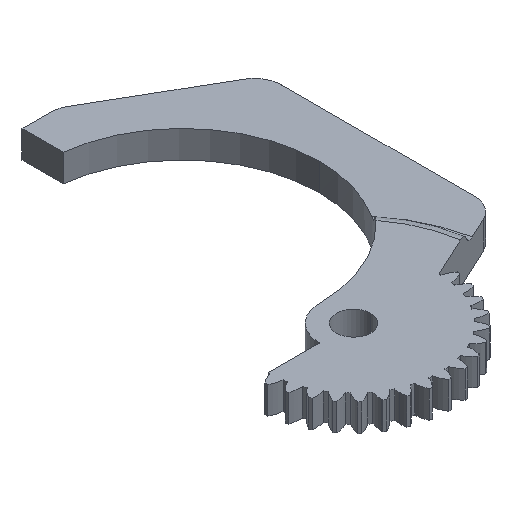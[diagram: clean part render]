
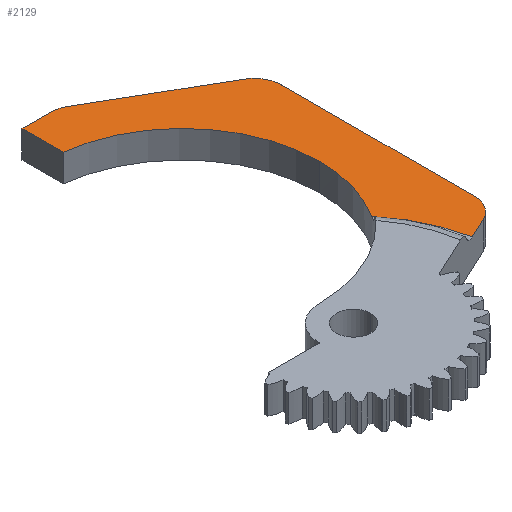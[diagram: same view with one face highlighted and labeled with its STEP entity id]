
A CAD part, isometric view. The second image highlights one B-rep face of the part: STEP entity #2129.
In plain terms, the highlighted planar face has unit normal (0, 0, 1).
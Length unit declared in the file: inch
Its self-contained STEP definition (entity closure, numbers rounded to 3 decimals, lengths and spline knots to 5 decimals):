
#6 = DIRECTION ( 'NONE',  ( 1., 0., 0. ) ) ;
#8 = DIRECTION ( 'NONE',  ( 0., 0., -1. ) ) ;
#14 = CARTESIAN_POINT ( 'NONE',  ( 0., 0., 0.3 ) ) ;
#17 = DIRECTION ( 'NONE',  ( 1., 0., 0. ) ) ;
#29 = ORIENTED_EDGE ( 'NONE', *, *, #227, .T. ) ;
#78 = VERTEX_POINT ( 'NONE', #2438 ) ;
#100 = CARTESIAN_POINT ( 'NONE',  ( 0., 1.25, 0.3 ) ) ;
#109 = DIRECTION ( 'NONE',  ( 1., 0., 0. ) ) ;
#114 = ORIENTED_EDGE ( 'NONE', *, *, #2560, .T. ) ;
#227 = EDGE_CURVE ( 'NONE', #2788, #1466, #2217, .T. ) ;
#237 = LINE ( 'NONE', #998, #2789 ) ;
#294 = ORIENTED_EDGE ( 'NONE', *, *, #2809, .T. ) ;
#353 = VERTEX_POINT ( 'NONE', #2522 ) ;
#584 = ORIENTED_EDGE ( 'NONE', *, *, #3225, .T. ) ;
#634 = DIRECTION ( 'NONE',  ( 1., 0., 0. ) ) ;
#638 = DIRECTION ( 'NONE',  ( 0., 0., 1. ) ) ;
#644 = CARTESIAN_POINT ( 'NONE',  ( 1.1446, 0.46297, 0.3 ) ) ;
#663 = ORIENTED_EDGE ( 'NONE', *, *, #1140, .T. ) ;
#823 = CIRCLE ( 'NONE', #2141, 0.2 ) ;
#824 = LINE ( 'NONE', #1445, #2193 ) ;
#872 = VERTEX_POINT ( 'NONE', #2728 ) ;
#913 = LINE ( 'NONE', #2771, #2838 ) ;
#959 = DIRECTION ( 'NONE',  ( 0., -1., 0. ) ) ;
#998 = CARTESIAN_POINT ( 'NONE',  ( 0.12, 2.54277, 0.3 ) ) ;
#1002 = VECTOR ( 'NONE', #1715, 39.37008 ) ;
#1010 = CARTESIAN_POINT ( 'NONE',  ( 1.0794, 0.21189, 0.3 ) ) ;
#1107 = VERTEX_POINT ( 'NONE', #3274 ) ;
#1140 = EDGE_CURVE ( 'NONE', #353, #1585, #3215, .T. ) ;
#1155 = VERTEX_POINT ( 'NONE', #2113 ) ;
#1268 = CARTESIAN_POINT ( 'NONE',  ( 1.3446, 1.87009, 0.3 ) ) ;
#1308 = EDGE_CURVE ( 'NONE', #1981, #1107, #2120, .T. ) ;
#1363 = ORIENTED_EDGE ( 'NONE', *, *, #1546, .T. ) ;
#1441 = FACE_OUTER_BOUND ( 'NONE', #1705, .T. ) ;
#1442 = ORIENTED_EDGE ( 'NONE', *, *, #3137, .T. ) ;
#1445 = CARTESIAN_POINT ( 'NONE',  ( 1.3446, 1.98556, 0.3 ) ) ;
#1456 = DIRECTION ( 'NONE',  ( -0.866, 0.5, 0. ) ) ;
#1466 = VERTEX_POINT ( 'NONE', #3156 ) ;
#1490 = DIRECTION ( 'NONE',  ( 1., 0., 0. ) ) ;
#1504 = VERTEX_POINT ( 'NONE', #3262 ) ;
#1525 = DIRECTION ( 'NONE',  ( -1., 0., 0. ) ) ;
#1543 = AXIS2_PLACEMENT_3D ( 'NONE', #100, #1821, #109 ) ;
#1546 = EDGE_CURVE ( 'NONE', #1155, #872, #2865, .T. ) ;
#1585 = VERTEX_POINT ( 'NONE', #1268 ) ;
#1607 = AXIS2_PLACEMENT_3D ( 'NONE', #3000, #3170, #17 ) ;
#1687 = ORIENTED_EDGE ( 'NONE', *, *, #2574, .T. ) ;
#1705 = EDGE_LOOP ( 'NONE', ( #1687, #2131, #584, #294, #1363, #114, #1442, #29, #2682, #663, #2539 ) ) ;
#1715 = DIRECTION ( 'NONE',  ( 0.906, 0.423, 0. ) ) ;
#1766 = CARTESIAN_POINT ( 'NONE',  ( 0.98575, 0.16822, 0.3 ) ) ;
#1776 = CARTESIAN_POINT ( 'NONE',  ( 0., 1.25, 0.3 ) ) ;
#1821 = DIRECTION ( 'NONE',  ( 0., 0., -1. ) ) ;
#1852 = DIRECTION ( 'NONE',  ( 1., 0., 0. ) ) ;
#1856 = DIRECTION ( 'NONE',  ( 0., 0., 1. ) ) ;
#1869 = EDGE_CURVE ( 'NONE', #1585, #1504, #823, .T. ) ;
#1981 = VERTEX_POINT ( 'NONE', #2708 ) ;
#2029 = CARTESIAN_POINT ( 'NONE',  ( 1.3446, 0.33556, 0.3 ) ) ;
#2048 = AXIS2_PLACEMENT_3D ( 'NONE', #644, #638, #634 ) ;
#2067 = AXIS2_PLACEMENT_3D ( 'NONE', #1776, #1856, #1852 ) ;
#2079 = CARTESIAN_POINT ( 'NONE',  ( 0.12, 2.54277, 0.3 ) ) ;
#2113 = CARTESIAN_POINT ( 'NONE',  ( 0.12, 2.24277, 0.3 ) ) ;
#2120 = CIRCLE ( 'NONE', #1607, 0.2 ) ;
#2129 = ADVANCED_FACE ( 'NONE', ( #1441 ), #2655, .T. ) ;
#2131 = ORIENTED_EDGE ( 'NONE', *, *, #1308, .T. ) ;
#2141 = AXIS2_PLACEMENT_3D ( 'NONE', #2690, #2758, #1490 ) ;
#2193 = VECTOR ( 'NONE', #1456, 39.37008 ) ;
#2217 = LINE ( 'NONE', #1766, #1002 ) ;
#2255 = CIRCLE ( 'NONE', #2048, 0.2 ) ;
#2434 = CIRCLE ( 'NONE', #2635, 1.1 ) ;
#2438 = CARTESIAN_POINT ( 'NONE',  ( 0.84102, 0.709, 0.3 ) ) ;
#2522 = CARTESIAN_POINT ( 'NONE',  ( 1.3446, 0.46297, 0.3 ) ) ;
#2539 = ORIENTED_EDGE ( 'NONE', *, *, #1869, .T. ) ;
#2560 = EDGE_CURVE ( 'NONE', #872, #78, #2826, .T. ) ;
#2573 = VECTOR ( 'NONE', #3277, 39.37008 ) ;
#2574 = EDGE_CURVE ( 'NONE', #1504, #1981, #824, .T. ) ;
#2635 = AXIS2_PLACEMENT_3D ( 'NONE', #14, #8, #6 ) ;
#2655 = PLANE ( 'NONE',  #2067 ) ;
#2682 = ORIENTED_EDGE ( 'NONE', *, *, #2903, .T. ) ;
#2690 = CARTESIAN_POINT ( 'NONE',  ( 1.1446, 1.87009, 0.3 ) ) ;
#2693 = CARTESIAN_POINT ( 'NONE',  ( 0., 1.25, 0.3 ) ) ;
#2694 = DIRECTION ( 'NONE',  ( 1., 0., 0. ) ) ;
#2698 = DIRECTION ( 'NONE',  ( 0., 0., -1. ) ) ;
#2708 = CARTESIAN_POINT ( 'NONE',  ( 0.42588, 2.51598, 0.3 ) ) ;
#2728 = CARTESIAN_POINT ( 'NONE',  ( 1., 1.25, 0.3 ) ) ;
#2758 = DIRECTION ( 'NONE',  ( 0., 0., 1. ) ) ;
#2771 = CARTESIAN_POINT ( 'NONE',  ( 0.37947, 2.54277, 0.3 ) ) ;
#2788 = VERTEX_POINT ( 'NONE', #1010 ) ;
#2789 = VECTOR ( 'NONE', #959, 39.37008 ) ;
#2809 = EDGE_CURVE ( 'NONE', #3292, #1155, #237, .T. ) ;
#2826 = CIRCLE ( 'NONE', #3150, 1. ) ;
#2838 = VECTOR ( 'NONE', #1525, 39.37008 ) ;
#2865 = CIRCLE ( 'NONE', #1543, 1. ) ;
#2903 = EDGE_CURVE ( 'NONE', #1466, #353, #2255, .T. ) ;
#3000 = CARTESIAN_POINT ( 'NONE',  ( 0.32588, 2.34277, 0.3 ) ) ;
#3137 = EDGE_CURVE ( 'NONE', #78, #2788, #2434, .T. ) ;
#3150 = AXIS2_PLACEMENT_3D ( 'NONE', #2693, #2698, #2694 ) ;
#3156 = CARTESIAN_POINT ( 'NONE',  ( 1.22913, 0.28171, 0.3 ) ) ;
#3170 = DIRECTION ( 'NONE',  ( 0., 0., 1. ) ) ;
#3215 = LINE ( 'NONE', #2029, #2573 ) ;
#3225 = EDGE_CURVE ( 'NONE', #1107, #3292, #913, .T. ) ;
#3262 = CARTESIAN_POINT ( 'NONE',  ( 1.2446, 2.04329, 0.3 ) ) ;
#3274 = CARTESIAN_POINT ( 'NONE',  ( 0.32588, 2.54277, 0.3 ) ) ;
#3277 = DIRECTION ( 'NONE',  ( 0., 1., 0. ) ) ;
#3292 = VERTEX_POINT ( 'NONE', #2079 ) ;
